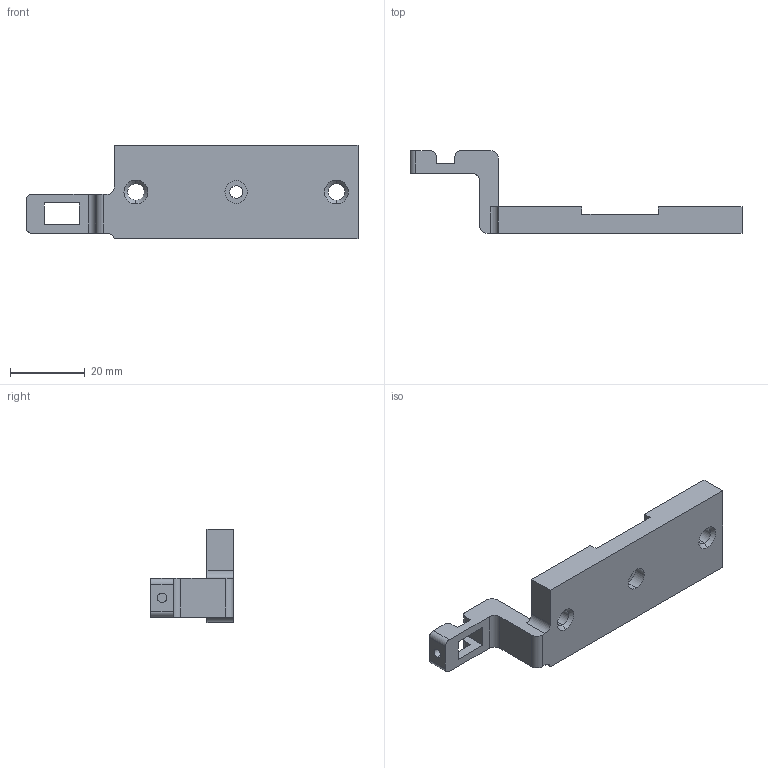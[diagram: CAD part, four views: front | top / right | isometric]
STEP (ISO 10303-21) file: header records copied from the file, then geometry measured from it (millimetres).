
FILE_DESCRIPTION (( 'STEP AP214' ), '1' );
FILE_NAME ('2 hole mount.STEP', '2025-02-23T08:27:45', ( '' ), ( '' ), 'SwSTEP 2.0', 'SolidWorks 2023', '' );
FILE_SCHEMA (( 'AUTOMOTIVE_DESIGN' ));
Length unit declared in the file: millimetre
Products named in the file (1): 2 hole mount
Bounding box: 88.58 x 22 x 25 mm (x, y, z)
Volume: 11866.6 mm3; surface area: 5956.1 mm2
Topology: 1 solids, 1 shells, 54 faces, 152 edges, 100 vertices
Faces by surface type: plane 29, cylinder 21, cone 4
Entity records: 1793 total; most frequent: DIRECTION 308, CARTESIAN_POINT 307, ORIENTED_EDGE 304, EDGE_CURVE 152, VECTOR 106, LINE 106, AXIS2_PLACEMENT_3D 101, VERTEX_POINT 100
